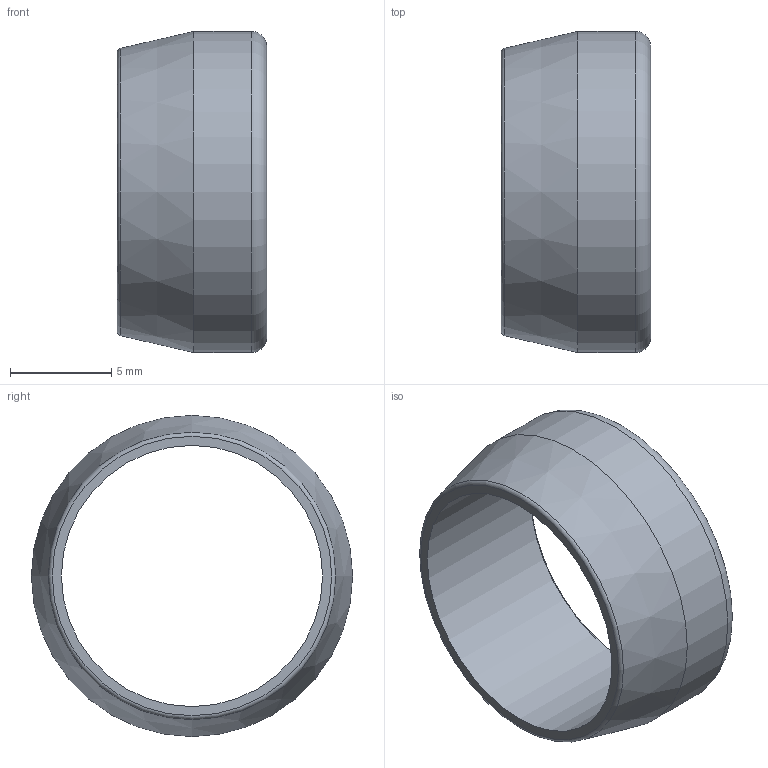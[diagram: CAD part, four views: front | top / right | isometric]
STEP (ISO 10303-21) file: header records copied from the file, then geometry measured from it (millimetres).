
FILE_DESCRIPTION((''),'2;1');
FILE_NAME('310171-ZF8S6 Ferrule.stp','2008-08-07T17:16:19',('Franzp'),(''),'Autodesk Inventor 2008','Autodesk Inventor 2008','');
FILE_SCHEMA(('AUTOMOTIVE_DESIGN { 1 0 10303 214 1 1 1 1 }'));
Length unit declared in the file: millimetre
Products named in the file (1): 310171
Bounding box: 7.37 x 15.84 x 15.84 mm (x, y, z)
Volume: 406.4 mm3; surface area: 729.7 mm2
Topology: 1 solids, 1 shells, 8 faces, 15 edges, 9 vertices
Faces by surface type: cone 2, plane 2, torus 2, bspline 1, cylinder 1
Full cylindrical faces by diameter (mm): 15.84 x1
Entity records: 207 total; most frequent: CARTESIAN_POINT 42, DIRECTION 32, AXIS2_PLACEMENT_3D 16, ORIENTED_EDGE 16, EDGE_LOOP 16, VERTEX_POINT 8, CIRCLE 8, EDGE_CURVE 8
